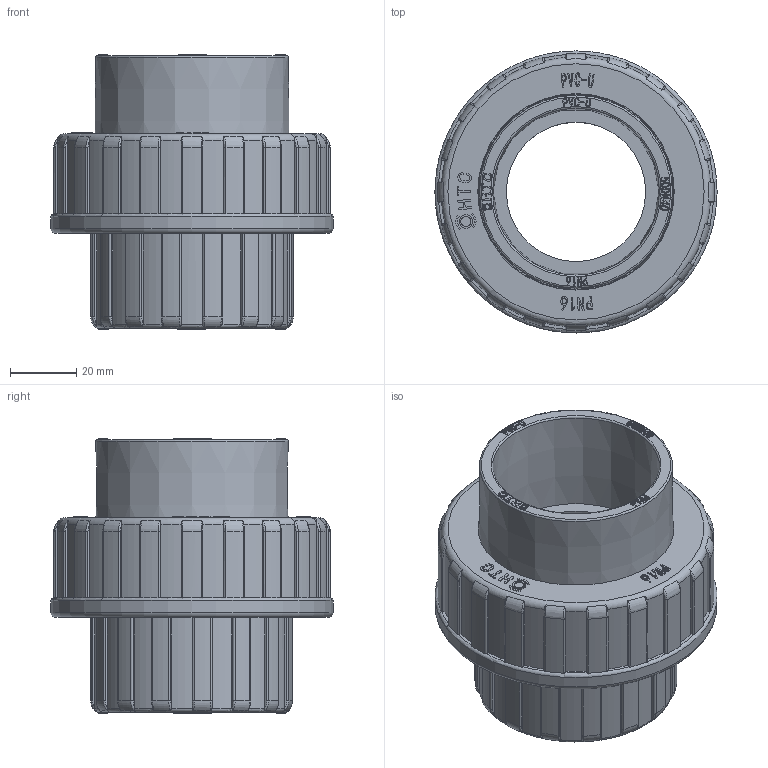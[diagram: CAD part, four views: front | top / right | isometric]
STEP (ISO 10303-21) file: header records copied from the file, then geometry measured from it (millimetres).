
FILE_DESCRIPTION(/* description */ (''),/* implementation_level */ '2;1');
FILE_NAME(/* name */ '50V型活接24.2.18.stp',/* time_stamp */ '2024-02-18T16:22:00+08:00',/* author */ (''),/* organization */ (''),/* preprocessor_version */ 'ST-DEVELOPER v16',/* originating_system */ 'SIEMENS PLM Software NX 10.0',/* authorisation */ '');
FILE_SCHEMA (('AUTOMOTIVE_DESIGN { 1 0 10303 214 3 1 1 1 }'));
Length unit declared in the file: millimetre
Products named in the file (1): gelv15B43BB212q3
Bounding box: 85 x 85 x 82.6 mm (x, y, z)
Volume: 84819.6 mm3; surface area: 64630.9 mm2
Topology: 3 solids, 4 shells, 2459 faces, 7074 edges, 4705 vertices
Faces by surface type: plane 2126, cylinder 185, bspline 75, torus 48, extrusion 21, cone 4
Full cylindrical faces by diameter (mm): 1.377 x2, 1.836 x2, 3.06 x1, 4.08 x1, 42 x2, 48 x2, 58 x2, 62.752 x7, 62.8 x1, 65.71 x9, 85 x1
Entity records: 96057 total; most frequent: CARTESIAN_POINT 40547, ORIENTED_EDGE 13954, DIRECTION 7837, EDGE_CURVE 6977, VERTEX_POINT 4657, B_SPLINE_CURVE_WITH_KNOTS 4299, AXIS2_PLACEMENT_3D 2768, EDGE_LOOP 2568
